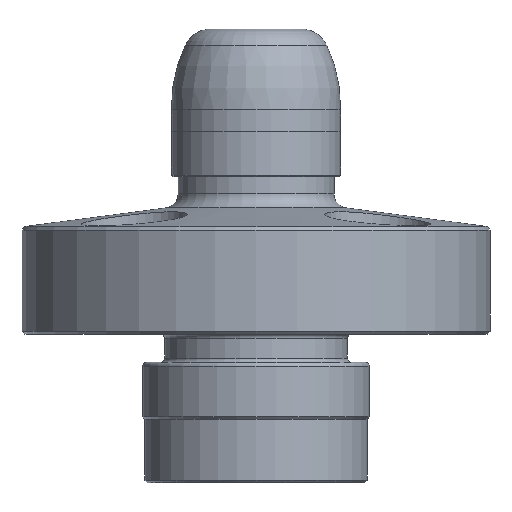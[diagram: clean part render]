
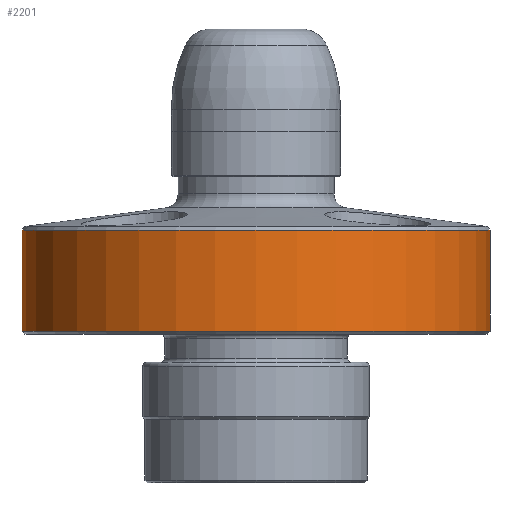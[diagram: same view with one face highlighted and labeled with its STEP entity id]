
A CAD part, front view. The second image highlights one B-rep face of the part: STEP entity #2201.
In plain terms, the highlighted cylindrical face has radius 16.5 mm (diameter 33 mm), a partial arc.
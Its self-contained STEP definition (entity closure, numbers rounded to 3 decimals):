
#53 = CARTESIAN_POINT ( 'NONE',  ( 16.5, 0., 17.82 ) ) ;
#65 = CARTESIAN_POINT ( 'NONE',  ( -16.5, 0., 10.7 ) ) ;
#99 = CYLINDRICAL_SURFACE ( 'NONE', #2057, 16.5 ) ;
#161 = CARTESIAN_POINT ( 'NONE',  ( 0., 0., 10.7 ) ) ;
#189 = EDGE_CURVE ( 'NONE', #790, #1137, #1926, .T. ) ;
#224 = DIRECTION ( 'NONE',  ( 0., 0., -1. ) ) ;
#239 = DIRECTION ( 'NONE',  ( 0., 0., -1. ) ) ;
#287 = ORIENTED_EDGE ( 'NONE', *, *, #2614, .T. ) ;
#399 = VECTOR ( 'NONE', #224, 1000. ) ;
#497 = CARTESIAN_POINT ( 'NONE',  ( 16.5, 0., 19.5 ) ) ;
#633 = CARTESIAN_POINT ( 'NONE',  ( -16.5, 0., 19.5 ) ) ;
#657 = CARTESIAN_POINT ( 'NONE',  ( 16.5, 0., 10.7 ) ) ;
#790 = VERTEX_POINT ( 'NONE', #65 ) ;
#880 = DIRECTION ( 'NONE',  ( 0., 0., -1. ) ) ;
#953 = AXIS2_PLACEMENT_3D ( 'NONE', #1450, #239, #1655 ) ;
#1137 = VERTEX_POINT ( 'NONE', #657 ) ;
#1171 = DIRECTION ( 'NONE',  ( 1., 0., 0. ) ) ;
#1291 = CARTESIAN_POINT ( 'NONE',  ( -16.5, 0., 17.82 ) ) ;
#1450 = CARTESIAN_POINT ( 'NONE',  ( 0., 0., 17.82 ) ) ;
#1473 = EDGE_CURVE ( 'NONE', #2205, #1612, #1764, .T. ) ;
#1483 = LINE ( 'NONE', #633, #399 ) ;
#1489 = DIRECTION ( 'NONE',  ( 0., 0., -1. ) ) ;
#1605 = DIRECTION ( 'NONE',  ( 0., 0., 1. ) ) ;
#1612 = VERTEX_POINT ( 'NONE', #1291 ) ;
#1655 = DIRECTION ( 'NONE',  ( -1., 0., 0. ) ) ;
#1658 = ORIENTED_EDGE ( 'NONE', *, *, #1473, .T. ) ;
#1677 = DIRECTION ( 'NONE',  ( -1., 0., 0. ) ) ;
#1683 = EDGE_LOOP ( 'NONE', ( #1977, #1658, #287, #2356 ) ) ;
#1729 = LINE ( 'NONE', #497, #2151 ) ;
#1764 = CIRCLE ( 'NONE', #953, 16.5 ) ;
#1794 = FACE_OUTER_BOUND ( 'NONE', #1683, .T. ) ;
#1893 = CARTESIAN_POINT ( 'NONE',  ( 0., 0., 19.5 ) ) ;
#1926 = CIRCLE ( 'NONE', #1974, 16.5 ) ;
#1974 = AXIS2_PLACEMENT_3D ( 'NONE', #161, #1605, #1171 ) ;
#1977 = ORIENTED_EDGE ( 'NONE', *, *, #2305, .F. ) ;
#2057 = AXIS2_PLACEMENT_3D ( 'NONE', #1893, #880, #1677 ) ;
#2151 = VECTOR ( 'NONE', #1489, 1000. ) ;
#2201 = ADVANCED_FACE ( 'NONE', ( #1794 ), #99, .T. ) ;
#2205 = VERTEX_POINT ( 'NONE', #53 ) ;
#2305 = EDGE_CURVE ( 'NONE', #2205, #1137, #1729, .T. ) ;
#2356 = ORIENTED_EDGE ( 'NONE', *, *, #189, .T. ) ;
#2614 = EDGE_CURVE ( 'NONE', #1612, #790, #1483, .T. ) ;
